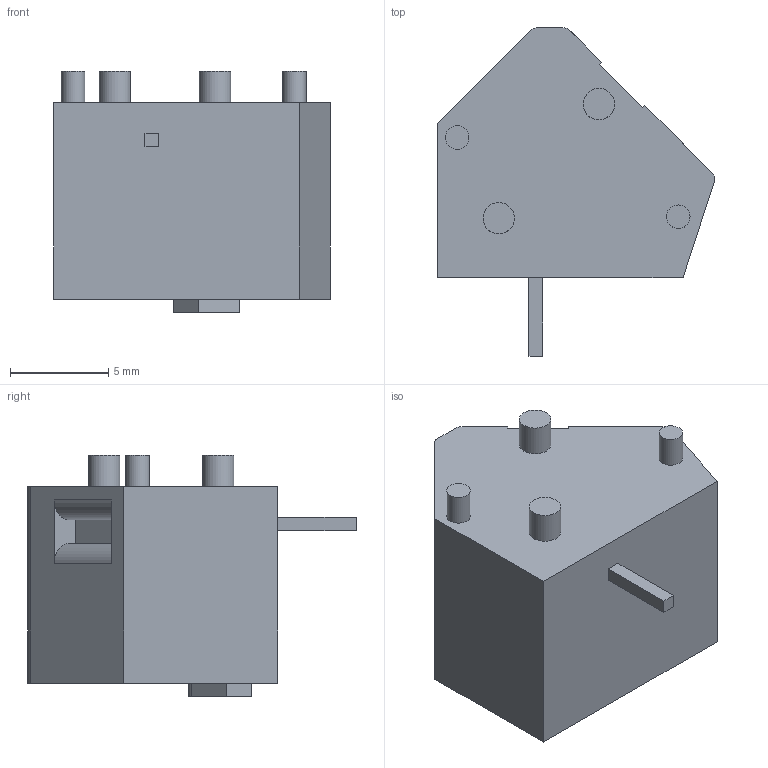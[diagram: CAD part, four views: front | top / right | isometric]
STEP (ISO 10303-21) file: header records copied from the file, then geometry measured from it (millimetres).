
FILE_DESCRIPTION( ( 'STEP AP214' ), '1' );
FILE_NAME( '236-734.stp', '2019-07-22T09:32:34', ( '' ), ( '' ), ' ', 'PARTsolutions', ' ' );
FILE_SCHEMA( ( 'AUTOMOTIVE_DESIGN { 1 0 10303 214 1 1 1 1 }' ) );
Length unit declared in the file: millimetre
Products named in the file (1): _236-734
Bounding box: 14.09 x 16.71 x 12.3 mm (x, y, z)
Volume: 1313.2 mm3; surface area: 816.4 mm2
Topology: 1 solids, 1 shells, 53 faces, 128 edges, 84 vertices
Faces by surface type: plane 43, cylinder 10
Full cylindrical faces by diameter (mm): 1.2 x2, 1.6 x2
Entity records: 1950 total; most frequent: CARTESIAN_POINT 262, DIRECTION 252, ORIENTED_EDGE 248, EDGE_CURVE 124, LINE 104, VECTOR 104, VERTEX_POINT 84, AXIS2_PLACEMENT_3D 74
